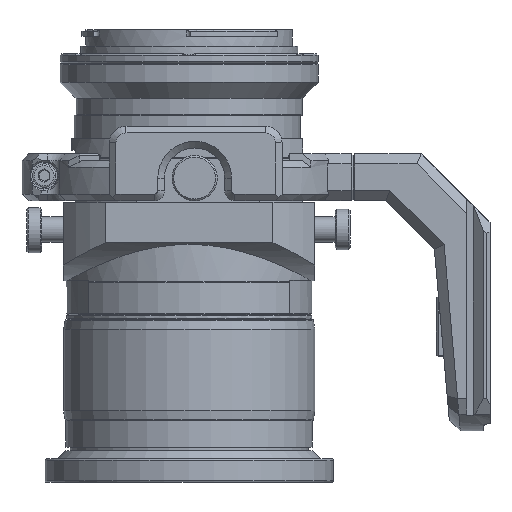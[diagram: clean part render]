
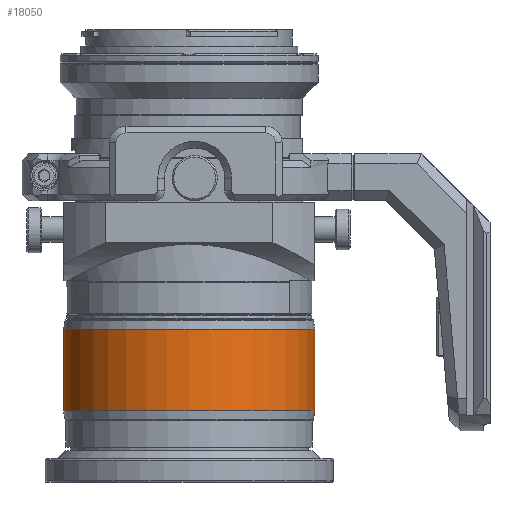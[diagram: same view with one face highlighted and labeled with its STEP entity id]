
A CAD part, left-side view. The second image highlights one B-rep face of the part: STEP entity #18050.
In plain terms, the highlighted cylindrical face has radius 37.5 mm (diameter 75 mm), a full revolution.
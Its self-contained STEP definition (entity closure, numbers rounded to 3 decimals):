
#5580=ORIENTED_EDGE('',*,*,#10576,.T.);
#5581=ORIENTED_EDGE('',*,*,#10577,.T.);
#10576=EDGE_CURVE('',#13127,#13127,#14844,.F.);
#10577=EDGE_CURVE('',#13128,#13128,#14845,.F.);
#13127=VERTEX_POINT('',#30950);
#13128=VERTEX_POINT('',#30953);
#14844=CIRCLE('',#23916,37.5);
#14845=CIRCLE('',#23918,37.5);
#15356=EDGE_LOOP('',(#5580));
#15357=EDGE_LOOP('',(#5581));
#16684=FACE_BOUND('',#15356,.T.);
#16685=FACE_BOUND('',#15357,.T.);
#17824=CYLINDRICAL_SURFACE('',#23917,37.5);
#18050=ADVANCED_FACE('',(#16684,#16685),#17824,.T.);
#23916=AXIS2_PLACEMENT_3D('',#30949,#25795,#25796);
#23917=AXIS2_PLACEMENT_3D('',#30951,#25797,#25798);
#23918=AXIS2_PLACEMENT_3D('',#30952,#25799,#25800);
#25795=DIRECTION('',(0.,0.,1.));
#25796=DIRECTION('',(0.,1.,0.));
#25797=DIRECTION('',(0.,0.,1.));
#25798=DIRECTION('',(0.,1.,0.));
#25799=DIRECTION('',(0.,0.,-1.));
#25800=DIRECTION('',(0.,-1.,0.));
#30949=CARTESIAN_POINT('',(0.,0.,-62.258));
#30950=CARTESIAN_POINT('',(0.,37.5,-62.258));
#30951=CARTESIAN_POINT('',(0.,0.,-89.4));
#30952=CARTESIAN_POINT('',(0.,0.,-86.542));
#30953=CARTESIAN_POINT('',(0.,-37.5,-86.542));
